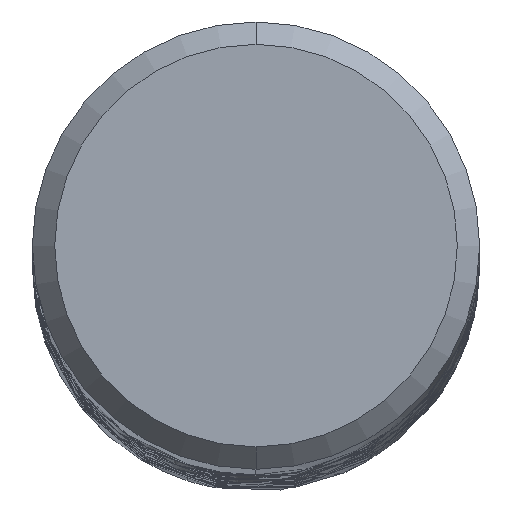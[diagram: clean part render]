
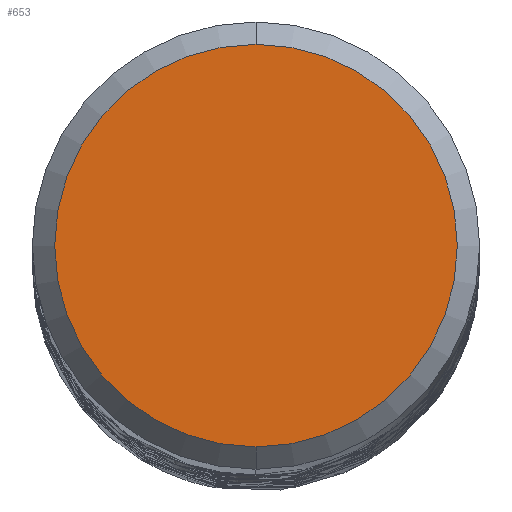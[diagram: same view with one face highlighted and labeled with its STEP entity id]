
A CAD part, top view. The second image highlights one B-rep face of the part: STEP entity #653.
In plain terms, the highlighted planar face has unit normal (0, 0, 1).
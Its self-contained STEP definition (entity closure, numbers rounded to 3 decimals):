
#411=VERTEX_POINT('',#1137);
#653=ADVANCED_FACE('',(#1402),#1403,.T.);
#661=EDGE_CURVE('',#923,#411,#1411,.T.);
#923=VERTEX_POINT('',#1695);
#977=EDGE_CURVE('',#411,#923,#1754,.T.);
#1137=CARTESIAN_POINT('',(0.0,3.6,0.0));
#1402=FACE_OUTER_BOUND('',#10530,.T.);
#1403=PLANE('',#10531);
#1411=CIRCLE('',#10542,3.6);
#1695=CARTESIAN_POINT('',(0.,-3.6,0.0));
#1754=CIRCLE('',#18901,3.6);
#10530=EDGE_LOOP('',(#22550,#22551));
#10531=AXIS2_PLACEMENT_3D('',#22552,#22553,#22554);
#10542=AXIS2_PLACEMENT_3D('',#22556,#22557,#22558);
#18901=AXIS2_PLACEMENT_3D('',#22886,#22887,#22888);
#22550=ORIENTED_EDGE('',*,*,#977,.F.);
#22551=ORIENTED_EDGE('',*,*,#661,.F.);
#22552=CARTESIAN_POINT('',(0.0,1.8,0.0));
#22553=DIRECTION('',(-0.0,0.0,1.0));
#22554=DIRECTION('',(0.0,-1.0,0.0));
#22556=CARTESIAN_POINT('',(0.0,0.0,0.0));
#22557=DIRECTION('',(0.0,0.0,-1.0));
#22558=DIRECTION('',(0.0,1.0,0.0));
#22886=CARTESIAN_POINT('',(0.0,0.0,0.0));
#22887=DIRECTION('',(0.0,0.0,-1.0));
#22888=DIRECTION('',(0.0,1.0,0.0));
